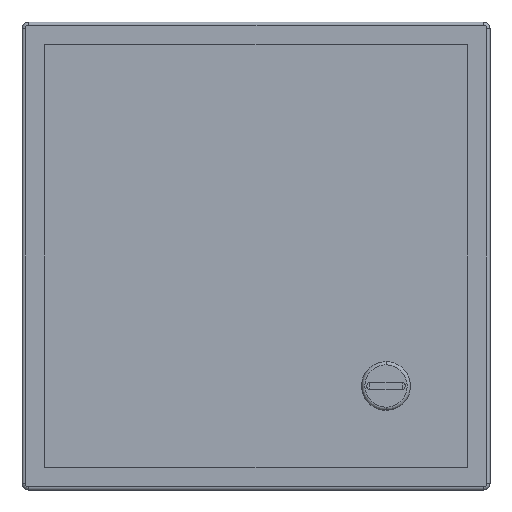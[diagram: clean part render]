
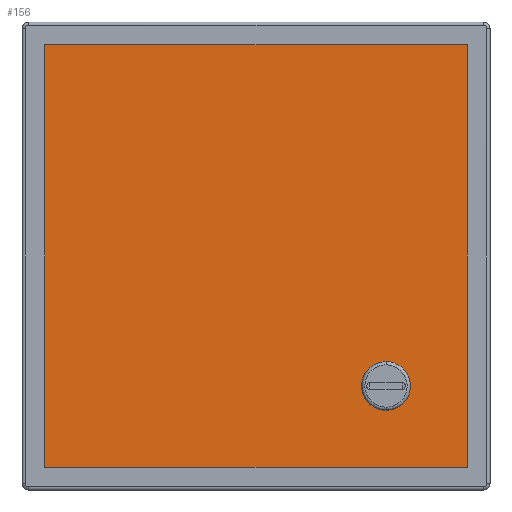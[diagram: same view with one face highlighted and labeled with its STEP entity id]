
A CAD part, front view. The second image highlights one B-rep face of the part: STEP entity #156.
In plain terms, the highlighted planar face has unit normal (0, -1, 0).
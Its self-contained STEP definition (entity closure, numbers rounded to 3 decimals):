
#156=ADVANCED_FACE('',(#298),#2136,.T.);
#298=FACE_OUTER_BOUND('',#447,.T.);
#447=EDGE_LOOP('',(#968,#969,#970,#971));
#968=ORIENTED_EDGE('',*,*,#1370,.T.);
#969=ORIENTED_EDGE('',*,*,#1374,.T.);
#970=ORIENTED_EDGE('',*,*,#1377,.T.);
#971=ORIENTED_EDGE('',*,*,#1379,.T.);
#1370=EDGE_CURVE('',#1951,#1950,#1752,.T.);
#1374=EDGE_CURVE('',#1950,#1953,#1756,.T.);
#1377=EDGE_CURVE('',#1953,#1955,#1759,.T.);
#1379=EDGE_CURVE('',#1955,#1951,#1761,.T.);
#1752=B_SPLINE_CURVE_WITH_KNOTS('',1,(#3341,#3342),.UNSPECIFIED.,.F.,.F.,
(2,2),(0.,70.),.UNSPECIFIED.);
#1756=B_SPLINE_CURVE_WITH_KNOTS('',1,(#3349,#3350),.UNSPECIFIED.,.F.,.F.,
(2,2),(70.,140.),.UNSPECIFIED.);
#1759=B_SPLINE_CURVE_WITH_KNOTS('',1,(#3355,#3356),.UNSPECIFIED.,.F.,.F.,
(2,2),(140.,210.),.UNSPECIFIED.);
#1761=B_SPLINE_CURVE_WITH_KNOTS('',1,(#3359,#3360),.UNSPECIFIED.,.F.,.F.,
(2,2),(210.,280.),.UNSPECIFIED.);
#1950=VERTEX_POINT('',#3287);
#1951=VERTEX_POINT('',#3288);
#1953=VERTEX_POINT('',#3290);
#1955=VERTEX_POINT('',#3292);
#2136=PLANE('',#2250);
#2250=AXIS2_PLACEMENT_3D('',#3268,#2347,$);
#2347=DIRECTION('',(0.,-1.,0.));
#3268=CARTESIAN_POINT('',(-1.5,-3.5,-1.5));
#3287=CARTESIAN_POINT('',(68.5,-3.5,-1.5));
#3288=CARTESIAN_POINT('',(-1.5,-3.5,-1.5));
#3290=CARTESIAN_POINT('',(68.5,-3.5,68.5));
#3292=CARTESIAN_POINT('',(-1.5,-3.5,68.5));
#3341=CARTESIAN_POINT('',(-1.5,-3.5,-1.5));
#3342=CARTESIAN_POINT('',(68.5,-3.5,-1.5));
#3349=CARTESIAN_POINT('',(68.5,-3.5,-1.5));
#3350=CARTESIAN_POINT('',(68.5,-3.5,68.5));
#3355=CARTESIAN_POINT('',(68.5,-3.5,68.5));
#3356=CARTESIAN_POINT('',(-1.5,-3.5,68.5));
#3359=CARTESIAN_POINT('',(-1.5,-3.5,68.5));
#3360=CARTESIAN_POINT('',(-1.5,-3.5,-1.5));
